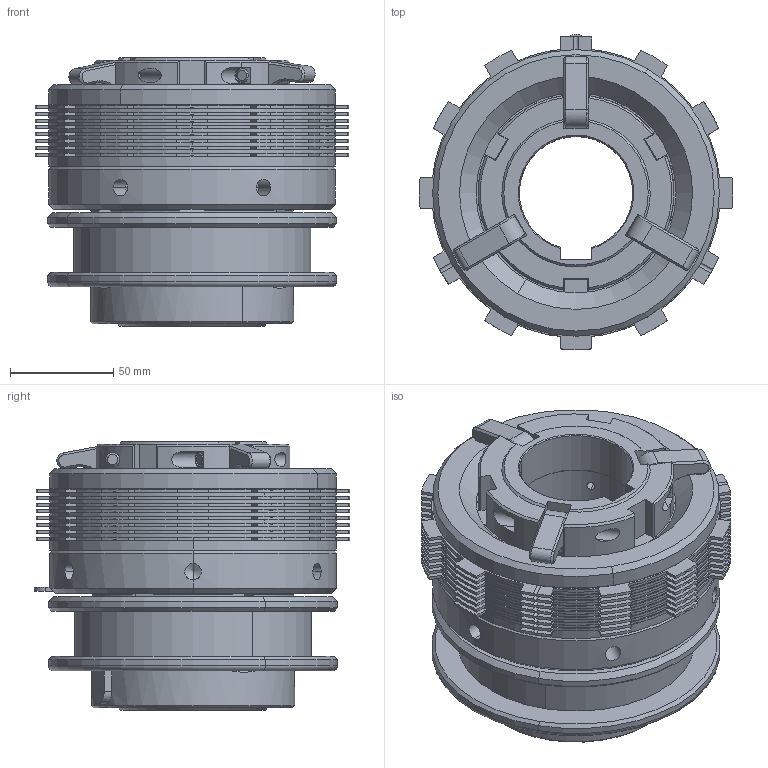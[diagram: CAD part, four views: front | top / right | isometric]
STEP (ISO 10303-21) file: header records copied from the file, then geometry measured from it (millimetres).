
FILE_DESCRIPTION (( 'STEP AP203' ), '1' );
FILE_NAME ('Assem1.STEP', '2017-10-17T23:30:12', ( ' ' ), ( '' ), 'SwSTEP 2.0', 'SolidWorks 2009', '' );
FILE_SCHEMA (( 'CONFIG_CONTROL_DESIGN' ));
Length unit declared in the file: millimetre
Products named in the file (1): Assem1
Bounding box: 151.96 x 153 x 130 mm (x, y, z)
Volume: 1186080.6 mm3; surface area: 287552.7 mm2
Topology: 1 solids, 11 shells, 2097 faces, 6796 edges, 4375 vertices
Faces by surface type: cone 833, cylinder 650, plane 606, torus 8
Entity records: 79514 total; most frequent: CARTESIAN_POINT 18719, ORIENTED_EDGE 13568, DIRECTION 12470, EDGE_CURVE 6784, AXIS2_PLACEMENT_3D 4806, VERTEX_POINT 4375, VECTOR 2858, LINE 2858
